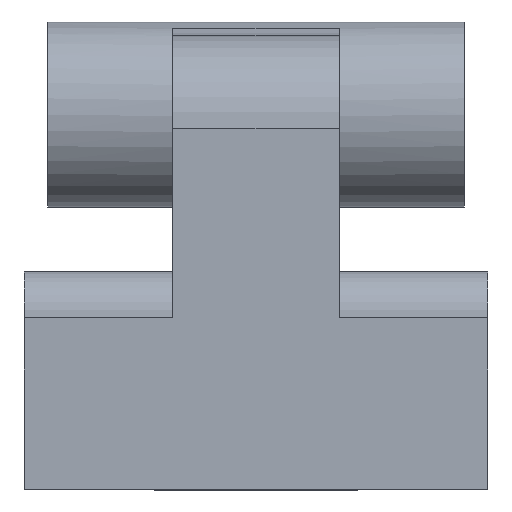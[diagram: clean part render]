
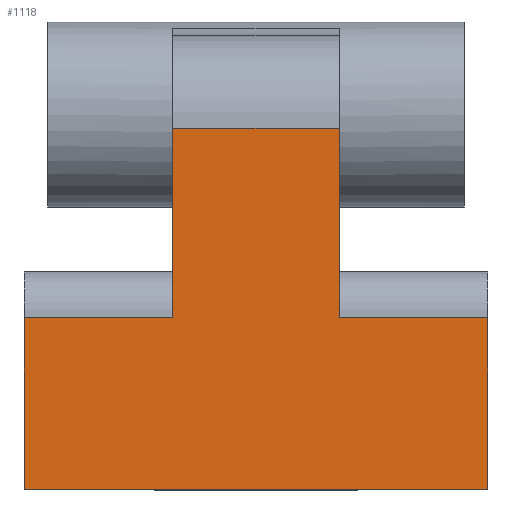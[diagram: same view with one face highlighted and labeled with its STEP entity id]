
A CAD part, top view. The second image highlights one B-rep face of the part: STEP entity #1118.
In plain terms, the highlighted planar face has unit normal (0, 0, 1).
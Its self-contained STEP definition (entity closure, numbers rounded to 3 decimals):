
#183=CARTESIAN_POINT('Vertex',(14.,-11.45,8.)) ;
#186=CARTESIAN_POINT('Line Origine',(14.,-8.225,8.)) ;
#190=CARTESIAN_POINT('Vertex',(14.,-5.,8.)) ;
#193=CARTESIAN_POINT('Line Origine',(14.,2.,8.)) ;
#197=CARTESIAN_POINT('Vertex',(14.,9.,8.)) ;
#331=CARTESIAN_POINT('Vertex',(-2.,-11.45,8.)) ;
#334=CARTESIAN_POINT('Line Origine',(6.61,-11.45,8.)) ;
#472=CARTESIAN_POINT('Line Origine',(6.61,-11.45,8.)) ;
#476=CARTESIAN_POINT('Vertex',(48.,-11.45,8.)) ;
#478=CARTESIAN_POINT('Vertex',(32.,-11.45,8.)) ;
#588=CARTESIAN_POINT('Vertex',(32.,9.,8.)) ;
#591=CARTESIAN_POINT('Line Origine',(32.,2.,8.)) ;
#595=CARTESIAN_POINT('Vertex',(32.,-5.,8.)) ;
#598=CARTESIAN_POINT('Line Origine',(32.,-8.225,8.)) ;
#1053=CARTESIAN_POINT('Line Origine',(23.,9.,8.)) ;
#1082=CARTESIAN_POINT('Axis2P3D Location',(32.,0.,8.)) ;
#1087=CARTESIAN_POINT('Line Origine',(48.,-20.725,8.)) ;
#1091=CARTESIAN_POINT('Vertex',(48.,-30.,8.)) ;
#1094=CARTESIAN_POINT('Line Origine',(-2.,-20.725,8.)) ;
#1098=CARTESIAN_POINT('Vertex',(-2.,-30.,8.)) ;
#1101=CARTESIAN_POINT('Line Origine',(23.,-30.,8.)) ;
#187=DIRECTION('Vector Direction',(0.,1.,0.)) ;
#194=DIRECTION('Vector Direction',(0.,-1.,0.)) ;
#335=DIRECTION('Vector Direction',(-1.,0.,0.)) ;
#473=DIRECTION('Vector Direction',(-1.,0.,0.)) ;
#592=DIRECTION('Vector Direction',(0.,-1.,0.)) ;
#599=DIRECTION('Vector Direction',(0.,1.,0.)) ;
#1054=DIRECTION('Vector Direction',(-1.,0.,0.)) ;
#1083=DIRECTION('Axis2P3D Direction',(0.,0.,1.)) ;
#1084=DIRECTION('Axis2P3D XDirection',(-1.,0.,0.)) ;
#1088=DIRECTION('Vector Direction',(0.,-1.,0.)) ;
#1095=DIRECTION('Vector Direction',(0.,-1.,0.)) ;
#1102=DIRECTION('Vector Direction',(1.,0.,0.)) ;
#1085=AXIS2_PLACEMENT_3D('Plane Axis2P3D',#1082,#1083,#1084) ;
#1107=ORIENTED_EDGE('',*,*,#1093,.T.) ;
#1108=ORIENTED_EDGE('',*,*,#480,.T.) ;
#1109=ORIENTED_EDGE('',*,*,#602,.T.) ;
#1110=ORIENTED_EDGE('',*,*,#597,.F.) ;
#1111=ORIENTED_EDGE('',*,*,#1057,.T.) ;
#1112=ORIENTED_EDGE('',*,*,#199,.T.) ;
#1113=ORIENTED_EDGE('',*,*,#192,.F.) ;
#1114=ORIENTED_EDGE('',*,*,#338,.F.) ;
#1115=ORIENTED_EDGE('',*,*,#1100,.F.) ;
#1116=ORIENTED_EDGE('',*,*,#1105,.T.) ;
#188=VECTOR('Line Direction',#187,1.) ;
#195=VECTOR('Line Direction',#194,1.) ;
#336=VECTOR('Line Direction',#335,1.) ;
#474=VECTOR('Line Direction',#473,1.) ;
#593=VECTOR('Line Direction',#592,1.) ;
#600=VECTOR('Line Direction',#599,1.) ;
#1055=VECTOR('Line Direction',#1054,1.) ;
#1089=VECTOR('Line Direction',#1088,1.) ;
#1096=VECTOR('Line Direction',#1095,1.) ;
#1103=VECTOR('Line Direction',#1102,1.) ;
#1118=ADVANCED_FACE('pivot',(#1117),#1086,.T.) ;
#192=EDGE_CURVE('',#184,#191,#189,.T.) ;
#199=EDGE_CURVE('',#198,#191,#196,.T.) ;
#338=EDGE_CURVE('',#332,#184,#337,.F.) ;
#480=EDGE_CURVE('',#477,#479,#475,.T.) ;
#597=EDGE_CURVE('',#589,#596,#594,.T.) ;
#602=EDGE_CURVE('',#479,#596,#601,.T.) ;
#1057=EDGE_CURVE('',#589,#198,#1056,.T.) ;
#1093=EDGE_CURVE('',#1092,#477,#1090,.F.) ;
#1100=EDGE_CURVE('',#1099,#332,#1097,.F.) ;
#1105=EDGE_CURVE('',#1099,#1092,#1104,.T.) ;
#1106=EDGE_LOOP('',(#1107,#1108,#1109,#1110,#1111,#1112,#1113,#1114,#1115,#1116)) ;
#1117=FACE_OUTER_BOUND('',#1106,.T.) ;
#189=LINE('Line',#186,#188) ;
#196=LINE('Line',#193,#195) ;
#337=LINE('Line',#334,#336) ;
#475=LINE('Line',#472,#474) ;
#594=LINE('Line',#591,#593) ;
#601=LINE('Line',#598,#600) ;
#1056=LINE('Line',#1053,#1055) ;
#1090=LINE('Line',#1087,#1089) ;
#1097=LINE('Line',#1094,#1096) ;
#1104=LINE('Line',#1101,#1103) ;
#1086=PLANE('Plane',#1085) ;
#184=VERTEX_POINT('',#183) ;
#191=VERTEX_POINT('',#190) ;
#198=VERTEX_POINT('',#197) ;
#332=VERTEX_POINT('',#331) ;
#477=VERTEX_POINT('',#476) ;
#479=VERTEX_POINT('',#478) ;
#589=VERTEX_POINT('',#588) ;
#596=VERTEX_POINT('',#595) ;
#1092=VERTEX_POINT('',#1091) ;
#1099=VERTEX_POINT('',#1098) ;
